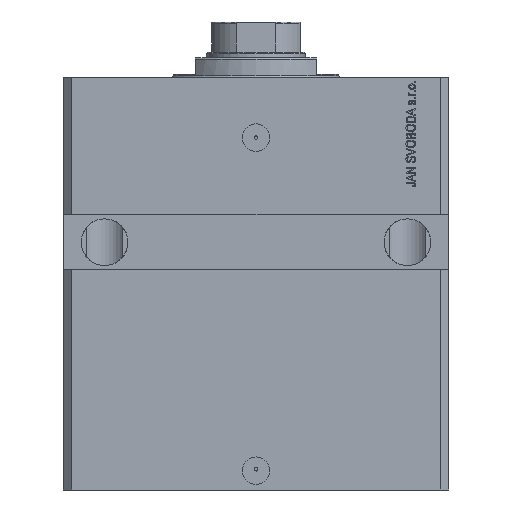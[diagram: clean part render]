
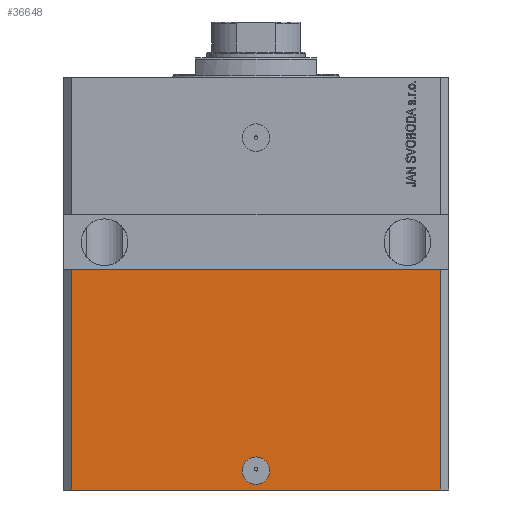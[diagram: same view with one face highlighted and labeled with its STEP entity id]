
A CAD part, front view. The second image highlights one B-rep face of the part: STEP entity #36648.
In plain terms, the highlighted planar face has unit normal (0, -1, 0).
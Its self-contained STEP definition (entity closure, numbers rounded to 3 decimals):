
#3582 = ORIENTED_EDGE ( 'NONE', *, *, #28397, .F. ) ;
#4182 = CIRCLE ( 'NONE', #47221, 5. ) ;
#6008 = VECTOR ( 'NONE', #30325, 1000. ) ;
#6078 = CIRCLE ( 'NONE', #45942, 5. ) ;
#6340 = EDGE_LOOP ( 'NONE', ( #39692, #31614, #41967, #34895 ) ) ;
#6719 = VERTEX_POINT ( 'NONE', #46162 ) ;
#6731 = CARTESIAN_POINT ( 'NONE',  ( -67., -55., -150. ) ) ;
#8606 = ORIENTED_EDGE ( 'NONE', *, *, #47854, .F. ) ;
#8942 = DIRECTION ( 'NONE',  ( 1., 0., 0. ) ) ;
#9467 = AXIS2_PLACEMENT_3D ( 'NONE', #27896, #32144, #8942 ) ;
#10246 = LINE ( 'NONE', #6731, #27330 ) ;
#10611 = CARTESIAN_POINT ( 'NONE',  ( -5., -55., -143. ) ) ;
#11271 = DIRECTION ( 'NONE',  ( 0., -1., 0. ) ) ;
#12025 = LINE ( 'NONE', #42471, #24372 ) ;
#12222 = VERTEX_POINT ( 'NONE', #10611 ) ;
#15102 = LINE ( 'NONE', #15824, #6008 ) ;
#15276 = DIRECTION ( 'NONE',  ( 0., 0., 1. ) ) ;
#15815 = VECTOR ( 'NONE', #35893, 1000. ) ;
#15824 = CARTESIAN_POINT ( 'NONE',  ( -70., -55., -70. ) ) ;
#16418 = LINE ( 'NONE', #31641, #15815 ) ;
#21752 = VERTEX_POINT ( 'NONE', #27081 ) ;
#21954 = CARTESIAN_POINT ( 'NONE',  ( 0., -55., -143. ) ) ;
#22165 = CARTESIAN_POINT ( 'NONE',  ( 5., -55., -143. ) ) ;
#23658 = DIRECTION ( 'NONE',  ( 1., 0., 0. ) ) ;
#24372 = VECTOR ( 'NONE', #15276, 1000. ) ;
#24401 = PLANE ( 'NONE',  #9467 ) ;
#24625 = EDGE_LOOP ( 'NONE', ( #8606, #3582 ) ) ;
#27081 = CARTESIAN_POINT ( 'NONE',  ( 67., -55., -70. ) ) ;
#27330 = VECTOR ( 'NONE', #40427, 1000. ) ;
#27896 = CARTESIAN_POINT ( 'NONE',  ( -67., -55., -150. ) ) ;
#28397 = EDGE_CURVE ( 'NONE', #12222, #42191, #6078, .T. ) ;
#29990 = EDGE_CURVE ( 'NONE', #6719, #21752, #15102, .T. ) ;
#30325 = DIRECTION ( 'NONE',  ( 1., 0., 0. ) ) ;
#30371 = EDGE_CURVE ( 'NONE', #33024, #21752, #12025, .T. ) ;
#30445 = CARTESIAN_POINT ( 'NONE',  ( 67., -55., -150. ) ) ;
#31614 = ORIENTED_EDGE ( 'NONE', *, *, #48950, .F. ) ;
#31641 = CARTESIAN_POINT ( 'NONE',  ( -67., -55., -150. ) ) ;
#32144 = DIRECTION ( 'NONE',  ( 0., -1., 0. ) ) ;
#33024 = VERTEX_POINT ( 'NONE', #30445 ) ;
#34895 = ORIENTED_EDGE ( 'NONE', *, *, #30371, .T. ) ;
#35893 = DIRECTION ( 'NONE',  ( 1., 0., 0. ) ) ;
#36648 = ADVANCED_FACE ( 'NONE', ( #39374, #36811 ), #24401, .T. ) ;
#36687 = EDGE_CURVE ( 'NONE', #43781, #33024, #16418, .T. ) ;
#36811 = FACE_OUTER_BOUND ( 'NONE', #6340, .T. ) ;
#39374 = FACE_BOUND ( 'NONE', #24625, .T. ) ;
#39692 = ORIENTED_EDGE ( 'NONE', *, *, #29990, .F. ) ;
#40427 = DIRECTION ( 'NONE',  ( 0., 0., 1. ) ) ;
#40924 = DIRECTION ( 'NONE',  ( 1., 0., 0. ) ) ;
#41420 = DIRECTION ( 'NONE',  ( 0., -1., 0. ) ) ;
#41967 = ORIENTED_EDGE ( 'NONE', *, *, #36687, .T. ) ;
#42191 = VERTEX_POINT ( 'NONE', #22165 ) ;
#42471 = CARTESIAN_POINT ( 'NONE',  ( 67., -55., -150. ) ) ;
#43781 = VERTEX_POINT ( 'NONE', #47413 ) ;
#45451 = CARTESIAN_POINT ( 'NONE',  ( 0., -55., -143. ) ) ;
#45942 = AXIS2_PLACEMENT_3D ( 'NONE', #21954, #41420, #40924 ) ;
#46162 = CARTESIAN_POINT ( 'NONE',  ( -67., -55., -70. ) ) ;
#47221 = AXIS2_PLACEMENT_3D ( 'NONE', #45451, #11271, #23658 ) ;
#47413 = CARTESIAN_POINT ( 'NONE',  ( -67., -55., -150. ) ) ;
#47854 = EDGE_CURVE ( 'NONE', #42191, #12222, #4182, .T. ) ;
#48950 = EDGE_CURVE ( 'NONE', #43781, #6719, #10246, .T. ) ;
